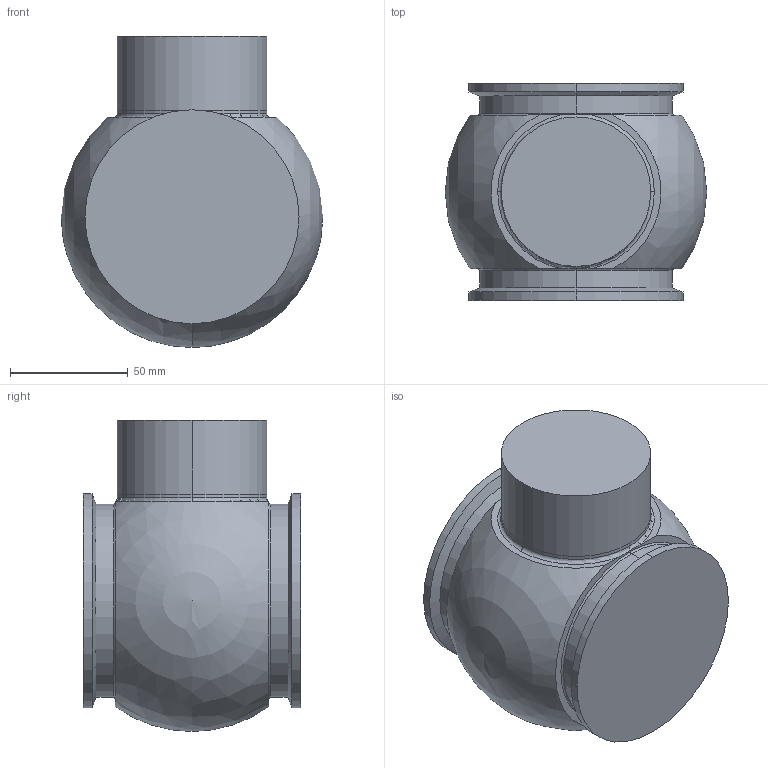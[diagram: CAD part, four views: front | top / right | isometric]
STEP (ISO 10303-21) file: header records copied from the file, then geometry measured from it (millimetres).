
FILE_DESCRIPTION (( 'STEP AP214' ), '1' );
FILE_NAME ('106063.STEP', '2017-11-02T20:59:34', ( '' ), ( '' ), 'SwSTEP 2.0', 'SolidWorks 2014', '' );
FILE_SCHEMA (( 'AUTOMOTIVE_DESIGN' ));
Length unit declared in the file: inch
Products named in the file (1): 106063
Bounding box: 111.1 x 92.2 x 132.13 mm (x, y, z)
Volume: 793259.3 mm3; surface area: 52750.1 mm2
Topology: 1 solids, 1 shells, 31 faces, 70 edges, 41 vertices
Faces by surface type: cylinder 12, plane 7, torus 6, cone 4, sphere 2
Entity records: 900 total; most frequent: DIRECTION 170, CARTESIAN_POINT 165, ORIENTED_EDGE 130, AXIS2_PLACEMENT_3D 75, EDGE_CURVE 65, CIRCLE 43, VERTEX_POINT 38, EDGE_LOOP 33
